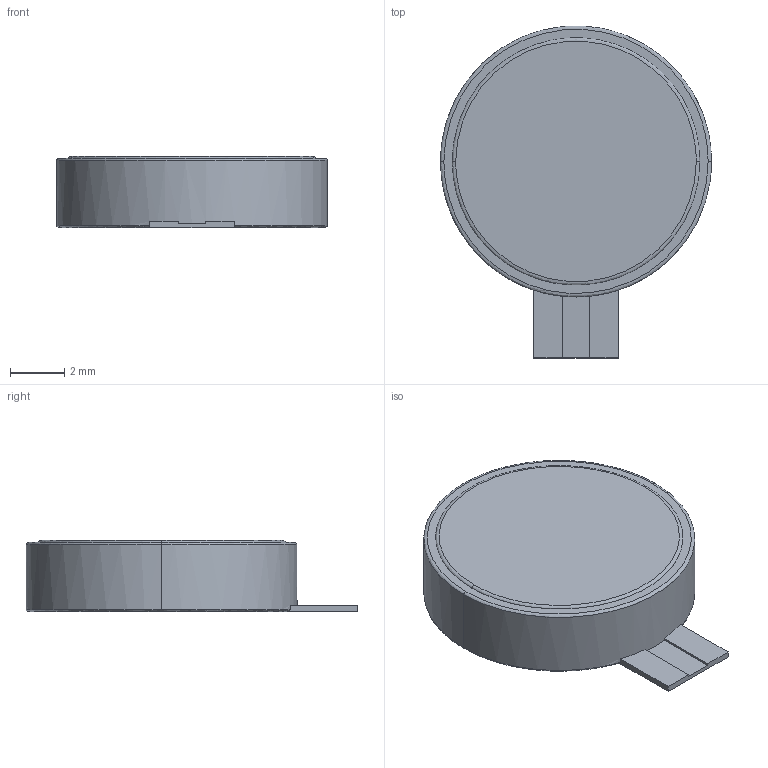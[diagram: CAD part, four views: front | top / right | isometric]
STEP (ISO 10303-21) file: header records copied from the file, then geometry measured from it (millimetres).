
FILE_DESCRIPTION(('FreeCAD Model'),'2;1');
FILE_NAME('Coin-10mm.step', '2020-03-04T12:21:56',('Author'),(''), 'Open CASCADE STEP processor 7.3','FreeCAD','Unknown');
FILE_SCHEMA(('AUTOMOTIVE_DESIGN { 1 0 10303 214 1 1 1 1 }'));
Length unit declared in the file: millimetre
Products named in the file (1): Coin-Motor
Bounding box: 10 x 12.25 x 2.62 mm (x, y, z)
Volume: 206.9 mm3; surface area: 251.9 mm2
Topology: 1 solids, 1 shells, 19 faces, 46 edges, 30 vertices
Faces by surface type: bspline 19
Entity records: 1493 total; most frequent: CARTESIAN_POINT 764, B_SPLINE_CURVE_WITH_KNOTS 105, ORIENTED_EDGE 92, PCURVE 92, DEFINITIONAL_REPRESENTATION 92, EDGE_CURVE 46, SURFACE_CURVE 46, VERTEX_POINT 30
